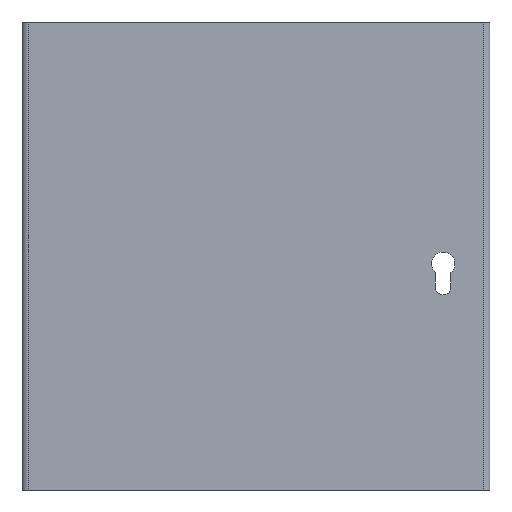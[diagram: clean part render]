
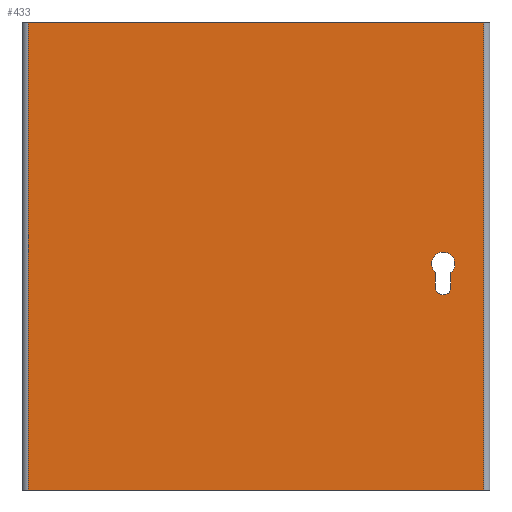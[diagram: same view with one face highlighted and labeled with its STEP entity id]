
A CAD part, front view. The second image highlights one B-rep face of the part: STEP entity #433.
In plain terms, the highlighted planar face has unit normal (0, -1, 0).
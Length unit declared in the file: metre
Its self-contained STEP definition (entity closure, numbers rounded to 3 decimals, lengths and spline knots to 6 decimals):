
#20=CIRCLE('',#467,0.005);
#22=CIRCLE('',#471,0.0075);
#93=ORIENTED_EDGE('',*,*,#184,.T.);
#94=ORIENTED_EDGE('',*,*,#191,.F.);
#95=ORIENTED_EDGE('',*,*,#180,.F.);
#96=ORIENTED_EDGE('',*,*,#192,.T.);
#97=ORIENTED_EDGE('',*,*,#176,.T.);
#98=ORIENTED_EDGE('',*,*,#173,.T.);
#99=ORIENTED_EDGE('',*,*,#170,.T.);
#100=ORIENTED_EDGE('',*,*,#187,.F.);
#170=EDGE_CURVE('',#225,#223,#20,.T.);
#173=EDGE_CURVE('',#227,#225,#263,.T.);
#176=EDGE_CURVE('',#229,#227,#22,.T.);
#180=EDGE_CURVE('',#231,#233,#268,.F.);
#184=EDGE_CURVE('',#237,#235,#272,.F.);
#187=EDGE_CURVE('',#229,#223,#275,.T.);
#191=EDGE_CURVE('',#233,#235,#279,.T.);
#192=EDGE_CURVE('',#231,#237,#280,.F.);
#223=VERTEX_POINT('',#658);
#225=VERTEX_POINT('',#661);
#227=VERTEX_POINT('',#667);
#229=VERTEX_POINT('',#673);
#231=VERTEX_POINT('',#679);
#233=VERTEX_POINT('',#682);
#235=VERTEX_POINT('',#688);
#237=VERTEX_POINT('',#691);
#263=LINE('',#666,#307);
#268=LINE('',#681,#312);
#272=LINE('',#690,#316);
#275=LINE('',#696,#319);
#279=LINE('',#702,#323);
#280=LINE('',#703,#324);
#307=VECTOR('',#536,1.);
#312=VECTOR('',#549,1.);
#316=VECTOR('',#555,1.);
#319=VECTOR('',#560,1.);
#323=VECTOR('',#568,1.);
#324=VECTOR('',#569,1.);
#350=EDGE_LOOP('',(#93,#94,#95,#96));
#351=EDGE_LOOP('',(#97,#98,#99,#100));
#382=FACE_BOUND('',#350,.T.);
#383=FACE_BOUND('',#351,.T.);
#411=PLANE('',#477);
#433=ADVANCED_FACE('',(#382,#383),#411,.F.);
#467=AXIS2_PLACEMENT_3D('',#660,#529,#530);
#471=AXIS2_PLACEMENT_3D('',#672,#541,#542);
#477=AXIS2_PLACEMENT_3D('',#701,#566,#567);
#529=DIRECTION('',(0.,1.,0.));
#530=DIRECTION('',(0.,0.,1.));
#536=DIRECTION('',(0.,0.,-1.));
#541=DIRECTION('',(0.,1.,0.));
#542=DIRECTION('',(0.,0.,1.));
#549=DIRECTION('',(1.,0.,0.));
#555=DIRECTION('',(1.,0.,0.));
#560=DIRECTION('',(0.,0.,-1.));
#566=DIRECTION('',(0.,1.,0.));
#567=DIRECTION('',(0.,0.,1.));
#568=DIRECTION('',(0.,0.,1.));
#569=DIRECTION('',(0.,0.,-1.));
#658=CARTESIAN_POINT('',(0.265,-0.1,0.13));
#660=CARTESIAN_POINT('',(0.27,-0.1,0.13));
#661=CARTESIAN_POINT('',(0.275,-0.1,0.13));
#666=CARTESIAN_POINT('',(0.275,-0.1,0.));
#667=CARTESIAN_POINT('',(0.275,-0.1,0.13941));
#672=CARTESIAN_POINT('',(0.27,-0.1,0.145));
#673=CARTESIAN_POINT('',(0.265,-0.1,0.13941));
#679=CARTESIAN_POINT('',(0.296,-0.1,0.));
#681=CARTESIAN_POINT('',(0.15,-0.1,0.));
#682=CARTESIAN_POINT('',(0.004,-0.1,0.));
#688=CARTESIAN_POINT('',(0.004,-0.1,0.3));
#690=CARTESIAN_POINT('',(0.15,-0.1,0.3));
#691=CARTESIAN_POINT('',(0.296,-0.1,0.3));
#696=CARTESIAN_POINT('',(0.265,-0.1,0.));
#701=CARTESIAN_POINT('',(0.15,-0.1,0.));
#702=CARTESIAN_POINT('',(0.004,-0.1,0.));
#703=CARTESIAN_POINT('',(0.296,-0.1,0.));
